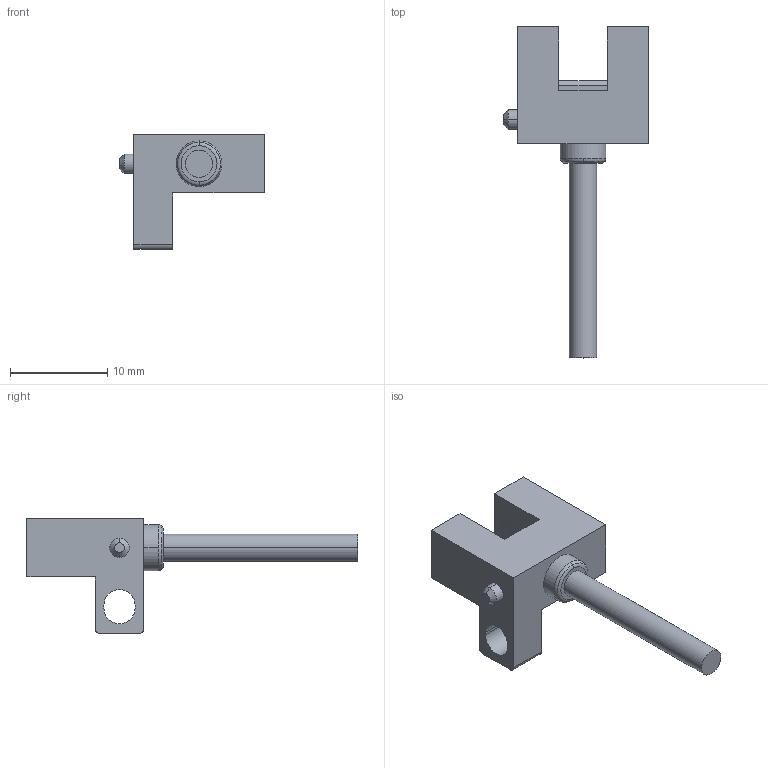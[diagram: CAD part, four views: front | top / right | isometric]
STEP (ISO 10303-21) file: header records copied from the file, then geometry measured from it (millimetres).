
FILE_DESCRIPTION((''),'2;1');
FILE_NAME('R24','2022-02-18T08:41:04',('Administrator'),(''),'CREO PARAMETRIC BY PTC INC, 2021023','CREO PARAMETRIC BY PTC INC, 2021023','');
FILE_SCHEMA(('CONFIG_CONTROL_DESIGN'));
Length unit declared in the file: millimetre
Products named in the file (1): R24
Bounding box: 14.95 x 34.1 x 11.8 mm (x, y, z)
Volume: 1032.6 mm3; surface area: 978.3 mm2
Topology: 1 solids, 1 shells, 135 faces, 367 edges, 245 vertices
Faces by surface type: plane 86, extrusion 33, cylinder 10, torus 4, cone 2
Entity records: 4369 total; most frequent: CARTESIAN_POINT 1004, ORIENTED_EDGE 734, DIRECTION 571, EDGE_CURVE 367, VECTOR 301, LINE 268, VERTEX_POINT 245, EDGE_LOOP 148
